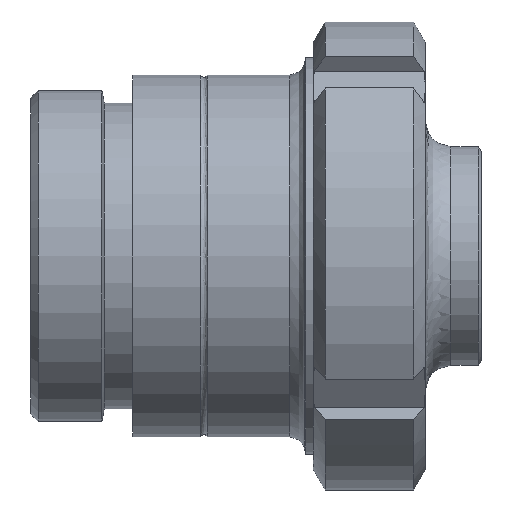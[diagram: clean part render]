
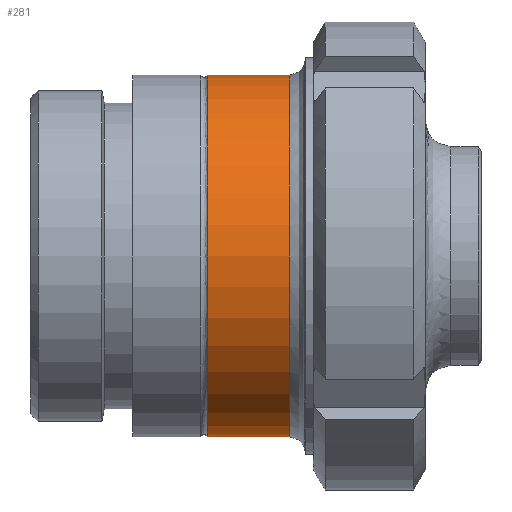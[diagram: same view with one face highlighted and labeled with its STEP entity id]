
A CAD part, front view. The second image highlights one B-rep face of the part: STEP entity #281.
In plain terms, the highlighted cylindrical face has radius 35.5 mm (diameter 71 mm), a full revolution.
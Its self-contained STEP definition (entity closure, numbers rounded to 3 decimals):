
#239=CARTESIAN_POINT('',(-17.134,35.5,0.0));
#240=VERTEX_POINT('',#239);
#241=CARTESIAN_POINT('',(-17.134,0.0,0.0));
#242=DIRECTION('',(1.0,0.0,0.0));
#243=DIRECTION('',(0.0,-1.0,0.0));
#244=AXIS2_PLACEMENT_3D('',#241,#242,#243);
#245=CIRCLE('',#244,35.5);
#246=EDGE_CURVE('',#240,#240,#245,.T.);
#262=CARTESIAN_POINT('',(-23.962,0.0,0.0));
#263=DIRECTION('',(1.0,0.0,0.0));
#264=DIRECTION('',(0.0,1.0,0.0));
#265=AXIS2_PLACEMENT_3D('',#262,#263,#264);
#266=CYLINDRICAL_SURFACE('',#265,35.5);
#267=CARTESIAN_POINT('',(-33.307,35.5,0.0));
#268=VERTEX_POINT('',#267);
#269=CARTESIAN_POINT('',(-33.307,0.0,0.0));
#270=DIRECTION('',(1.0,0.0,0.0));
#271=DIRECTION('',(0.0,1.0,0.0));
#272=AXIS2_PLACEMENT_3D('',#269,#270,#271);
#273=CIRCLE('',#272,35.5);
#274=EDGE_CURVE('',#268,#268,#273,.T.);
#275=ORIENTED_EDGE('',*,*,#274,.T.);
#276=EDGE_LOOP('',(#275));
#277=FACE_OUTER_BOUND('',#276,.T.);
#278=ORIENTED_EDGE('',*,*,#246,.F.);
#279=EDGE_LOOP('',(#278));
#280=FACE_BOUND('',#279,.T.);
#281=ADVANCED_FACE('',(#277,#280),#266,.T.);
